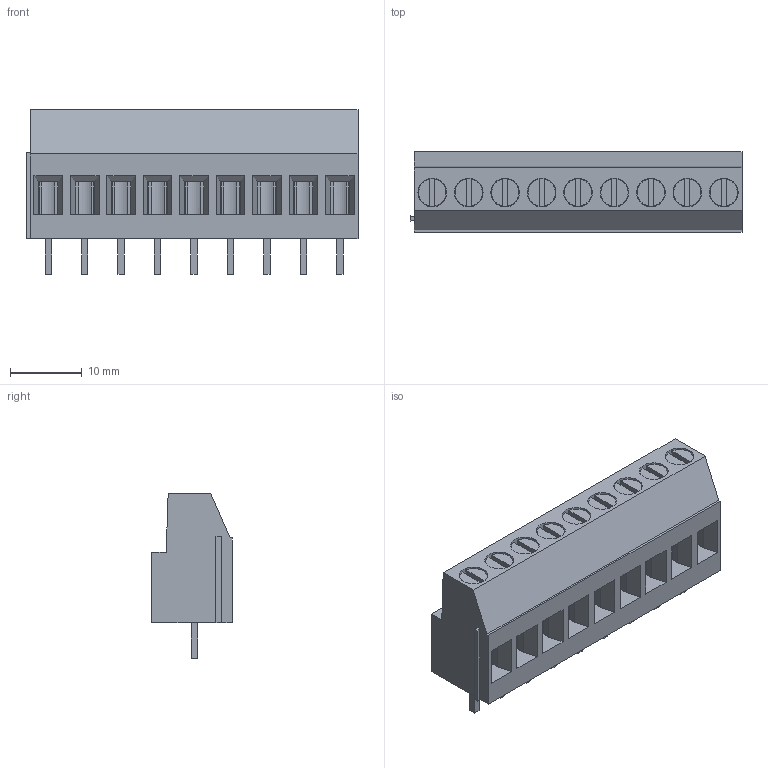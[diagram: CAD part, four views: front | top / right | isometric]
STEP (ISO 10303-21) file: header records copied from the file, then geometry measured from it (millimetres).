
FILE_DESCRIPTION(/* description */ ('model of TerminalBlock_Phoenix_MKDS-3-9-5.08_1x09_P5.08mm_Horizontal'),/* implementation_level */ '2;1');
FILE_NAME(/* name */ 'TerminalBlock_Phoenix_MKDS-3-9-5.08_1x09_P5.08mm_Horizontal.step',/* time_stamp */ '1970-01-01T00:00:00',/* author */ ('KiCAD','kicad'),/* organization */ ('OCCT'),/* preprocessor_version */ '',/* originating_system */ 'KiCAD',/* authorisation */ '');
FILE_SCHEMA(('AUTOMOTIVE_DESIGN { 1 0 10303 214 1 1 1 1 }'));
Length unit declared in the file: millimetre
Products named in the file (1): TerminalBlock_Phoenix_MKDS-3-9-5.08_1x09_P5.08mm_Horizontal
Bounding box: 46.29 x 11.2 x 23 mm (x, y, z)
Volume: 6848.7 mm3; surface area: 6802.4 mm2
Topology: 1 solids, 1 shells, 369 faces, 939 edges, 590 vertices
Faces by surface type: plane 324, bspline 27, cylinder 18
Full cylindrical faces by diameter (mm): 3.8 x9, 4 x9
Entity records: 6902 total; most frequent: ORIENTED_EDGE 1523, CARTESIAN_POINT 943, EDGE_CURVE 939, LINE 595, VERTEX_POINT 590, FACE_BOUND 405, EDGE_LOOP 405, ADVANCED_FACE 369
